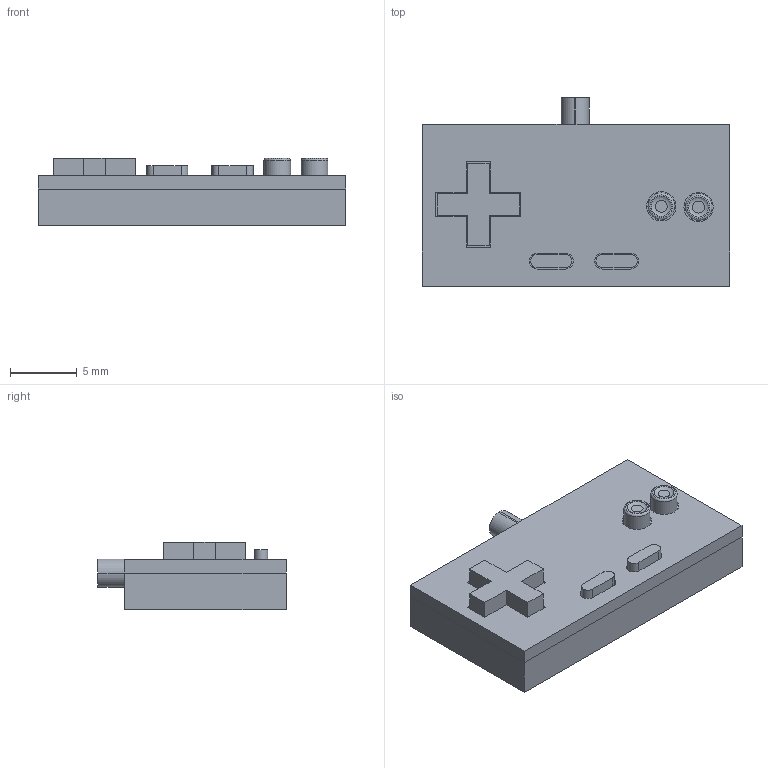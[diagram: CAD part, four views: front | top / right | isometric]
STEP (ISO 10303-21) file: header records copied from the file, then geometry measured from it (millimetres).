
FILE_DESCRIPTION(/* description */ (''),/* implementation_level */ '2;1');
FILE_NAME(/* name */ 'PicoPad Shell.step',/* time_stamp */ '2023-05-29T10:34:44-05:00',/* author */ (''),/* organization */ (''),/* preprocessor_version */ 'ST-DEVELOPER v19.2',/* originating_system */ 'Autodesk Translation Framework v11.17.0.187',/* authorisation */ '');
FILE_SCHEMA (('AUTOMOTIVE_DESIGN { 1 0 10303 214 3 1 1 }'));
Length unit declared in the file: millimetre
Products named in the file (24): PicoPad Shell; PicoPad; TL3780AFxxxQG; TL3780AFxxxQG_1; TL3780AFxxxQG_2; TL3780AFxxxQG_3; TL3780AFxxxQG_4; TL3780AFxxxQG_5; TL3780AFxxxQG_6; TL3780AFxxxQG_7; SOLID; R_0402_1005Metric; R_0402_1005Metric_1; R_0402_1005Metric_2; R_0402_1005Metric_3; R_0402_1005Metric_4; R_0402_1005Metric_5; R_0402_1005Metric_6; R_0402_1005Metric_7; R_0402_1005Metric_8; SOLID (1); TSSOP-16_4.4x5mm_P0.65mm; SOLID (2); SOLID (3)
Assembly tree (38 placements, depth 4):
  PicoPad Shell
    PicoPad
      TL3780AFxxxQG
        SOLID
      TL3780AFxxxQG_1
        SOLID
      TL3780AFxxxQG_2
        SOLID
      TL3780AFxxxQG_3
        SOLID
      TL3780AFxxxQG_4
        SOLID
      TL3780AFxxxQG_5
        SOLID
      TL3780AFxxxQG_6
        SOLID
      TL3780AFxxxQG_7
        SOLID
      R_0402_1005Metric
        SOLID (1)
      R_0402_1005Metric_1
        SOLID (1)
      R_0402_1005Metric_2
        SOLID (1)
      R_0402_1005Metric_3
        SOLID (1)
      R_0402_1005Metric_4
        SOLID (1)
      R_0402_1005Metric_5
        SOLID (1)
      R_0402_1005Metric_6
        SOLID (1)
      R_0402_1005Metric_7
        SOLID (1)
      R_0402_1005Metric_8
        SOLID (1)
      TSSOP-16_4.4x5mm_P0.65mm
        SOLID (2)
      SOLID (3)
Bounding box: 23.12 x 14.16 x 5.05 mm (x, y, z)
Volume: 910.6 mm3; surface area: 3071.4 mm2
Topology: 27 solids, 43 shells, 1091 faces, 2825 edges, 1824 vertices
Faces by surface type: plane 831, cylinder 197, bspline 26, cone 18, sphere 17, torus 2
Full cylindrical faces by diameter (mm): 0.5 x1, 0.85 x8, 1 x1, 2 x2, 2.2 x2
Entity records: 15141 total; most frequent: CARTESIAN_POINT 2711, DIRECTION 2475, ORIENTED_EDGE 2400, EDGE_CURVE 1200, LINE 957, VECTOR 957, VERTEX_POINT 772, AXIS2_PLACEMENT_3D 759
